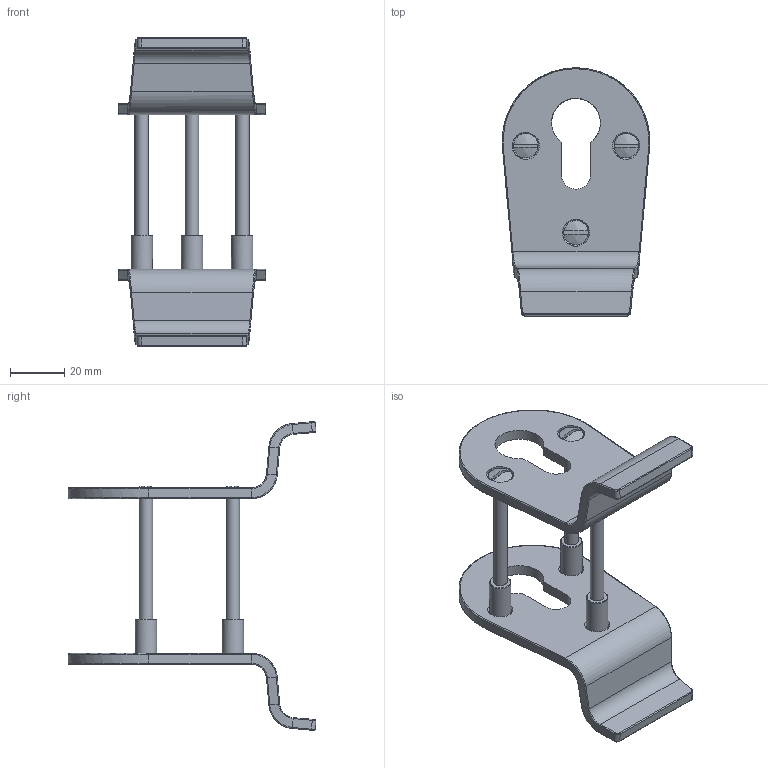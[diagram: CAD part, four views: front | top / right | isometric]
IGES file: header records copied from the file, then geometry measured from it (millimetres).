
Global section: file name: P7802; native system: Autodesk Inventor 2018; preprocessor: unknown; author: aprice; date: 20180911.153954; units: millimetre
Bounding box: 54.38 x 91.32 x 113.74 mm (x, y, z)
Volume: 40841.7 mm3; surface area: 26374.4 mm2
Topology: 8 solids, 8 shells, 219 faces, 526 edges, 329 vertices
Faces by surface type: bspline 219
